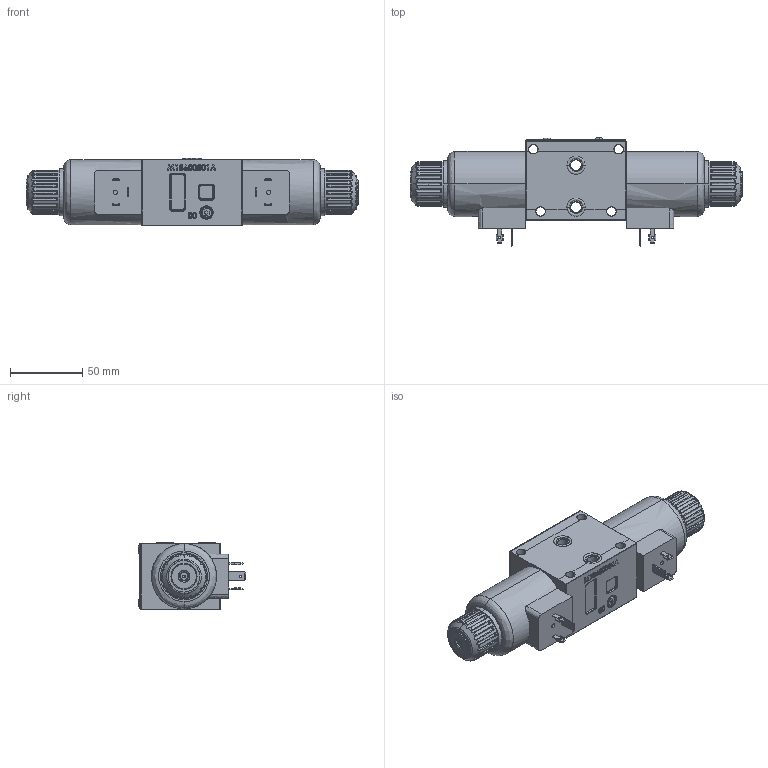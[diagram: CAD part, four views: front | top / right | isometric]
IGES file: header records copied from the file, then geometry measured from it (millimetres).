
Start section: SolidWorks IGES file using analytic representation for surfaces
Global section: file name: CD3AE--C-BY2.igs; native system: SolidWorks 2012; preprocessor: SolidWorks 2012; author: serviziopdm; date: 131009.224630; units: millimetre
Bounding box: 229.5 x 74.65 x 46.43 mm (x, y, z)
Surface area: 57260.2 mm2 (no closed solid volume)
Topology: 0 solids, 0 shells, 793 faces, 12706 edges, 12682 vertices
Faces by surface type: bspline 461, revolution 332
